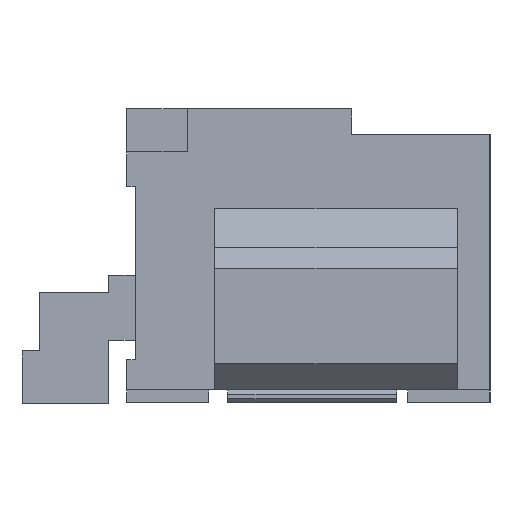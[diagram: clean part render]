
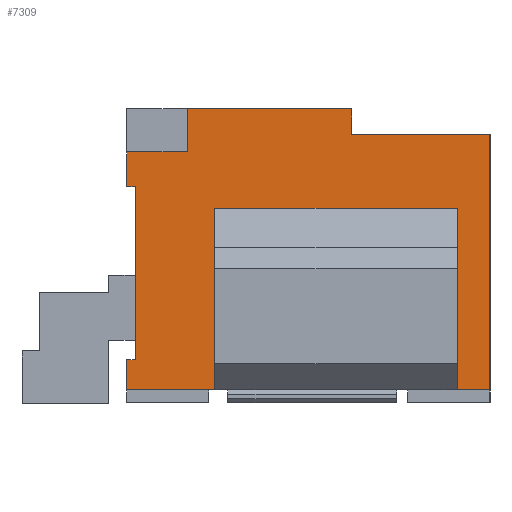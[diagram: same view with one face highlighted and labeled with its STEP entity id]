
A CAD part, left-side view. The second image highlights one B-rep face of the part: STEP entity #7309.
In plain terms, the highlighted planar face has unit normal (-1, 0, 0).
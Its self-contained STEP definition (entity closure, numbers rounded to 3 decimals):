
#1130=ORIENTED_EDGE('',*,*,#1815,.F.);
#1131=ORIENTED_EDGE('',*,*,#2075,.T.);
#1132=ORIENTED_EDGE('',*,*,#2058,.F.);
#1133=ORIENTED_EDGE('',*,*,#2043,.F.);
#1134=ORIENTED_EDGE('',*,*,#2012,.T.);
#1135=ORIENTED_EDGE('',*,*,#1999,.F.);
#1136=ORIENTED_EDGE('',*,*,#1995,.T.);
#1137=ORIENTED_EDGE('',*,*,#2015,.T.);
#1138=ORIENTED_EDGE('',*,*,#1900,.F.);
#1139=ORIENTED_EDGE('',*,*,#2016,.F.);
#1140=ORIENTED_EDGE('',*,*,#1904,.F.);
#1141=ORIENTED_EDGE('',*,*,#2155,.T.);
#1142=ORIENTED_EDGE('',*,*,#1822,.F.);
#1143=ORIENTED_EDGE('',*,*,#2034,.T.);
#1144=ORIENTED_EDGE('',*,*,#2032,.T.);
#1145=ORIENTED_EDGE('',*,*,#1867,.T.);
#1815=EDGE_CURVE('',#2497,#2498,#3075,.T.);
#1822=EDGE_CURVE('',#2504,#2505,#3082,.T.);
#1867=EDGE_CURVE('',#2543,#2498,#3127,.T.);
#1900=EDGE_CURVE('',#2563,#2564,#3160,.T.);
#1904=EDGE_CURVE('',#2567,#2568,#3164,.T.);
#1995=EDGE_CURVE('',#2636,#2635,#3255,.T.);
#1999=EDGE_CURVE('',#2636,#2639,#3259,.T.);
#2012=EDGE_CURVE('',#2640,#2639,#3272,.T.);
#2015=EDGE_CURVE('',#2635,#2564,#3275,.T.);
#2016=EDGE_CURVE('',#2568,#2563,#3276,.T.);
#2032=EDGE_CURVE('',#2649,#2543,#3292,.T.);
#2034=EDGE_CURVE('',#2504,#2649,#3294,.T.);
#2043=EDGE_CURVE('',#2640,#2655,#3303,.T.);
#2058=EDGE_CURVE('',#2655,#2665,#3318,.T.);
#2075=EDGE_CURVE('',#2497,#2665,#3335,.T.);
#2155=EDGE_CURVE('',#2567,#2505,#3415,.T.);
#2497=VERTEX_POINT('',#9545);
#2498=VERTEX_POINT('',#9547);
#2504=VERTEX_POINT('',#9559);
#2505=VERTEX_POINT('',#9561);
#2543=VERTEX_POINT('',#9654);
#2563=VERTEX_POINT('',#9719);
#2564=VERTEX_POINT('',#9720);
#2567=VERTEX_POINT('',#9728);
#2568=VERTEX_POINT('',#9729);
#2635=VERTEX_POINT('',#9918);
#2636=VERTEX_POINT('',#9920);
#2639=VERTEX_POINT('',#9928);
#2640=VERTEX_POINT('',#9932);
#2649=VERTEX_POINT('',#9978);
#2655=VERTEX_POINT('',#10002);
#2665=VERTEX_POINT('',#10032);
#3075=LINE('',#9546,#3835);
#3082=LINE('',#9560,#3842);
#3127=LINE('',#9653,#3887);
#3160=LINE('',#9718,#3920);
#3164=LINE('',#9727,#3924);
#3255=LINE('',#9919,#4015);
#3259=LINE('',#9927,#4019);
#3272=LINE('',#9945,#4032);
#3275=LINE('',#9950,#4035);
#3276=LINE('',#9952,#4036);
#3292=LINE('',#9981,#4052);
#3294=LINE('',#9985,#4054);
#3303=LINE('',#10001,#4063);
#3318=LINE('',#10031,#4078);
#3335=LINE('',#10064,#4095);
#3415=LINE('',#10219,#4175);
#3835=VECTOR('',#8127,1000.);
#3842=VECTOR('',#8134,1000.);
#3887=VECTOR('',#8199,1000.);
#3920=VECTOR('',#8256,1000.);
#3924=VECTOR('',#8262,1000.);
#4015=VECTOR('',#8417,1000.);
#4019=VECTOR('',#8423,1000.);
#4032=VECTOR('',#8438,1000.);
#4035=VECTOR('',#8445,1000.);
#4036=VECTOR('',#8448,1000.);
#4052=VECTOR('',#8474,1000.);
#4054=VECTOR('',#8480,1000.);
#4063=VECTOR('',#8495,1000.);
#4078=VECTOR('',#8520,1000.);
#4095=VECTOR('',#8551,1000.);
#4175=VECTOR('',#8679,1000.);
#4533=EDGE_LOOP('',(#1130,#1131,#1132,#1133,#1134,#1135,#1136,#1137,#1138,
#1139,#1140,#1141,#1142,#1143,#1144,#1145));
#4823=FACE_BOUND('',#4533,.T.);
#5099=PLANE('',#7592);
#7309=ADVANCED_FACE('',(#4823),#5099,.T.);
#7592=AXIS2_PLACEMENT_3D('',#10218,#8677,#8678);
#8127=DIRECTION('',(0.,1.,0.));
#8134=DIRECTION('',(0.,1.,0.));
#8199=DIRECTION('',(0.,0.,-1.));
#8256=DIRECTION('',(0.,1.,0.));
#8262=DIRECTION('',(0.,-1.,0.));
#8417=DIRECTION('',(0.,1.,0.));
#8423=DIRECTION('',(0.,0.,1.));
#8438=DIRECTION('',(0.,1.,0.));
#8445=DIRECTION('',(0.,0.,-1.));
#8448=DIRECTION('',(0.,0.,1.));
#8474=DIRECTION('',(0.,-1.,0.));
#8480=DIRECTION('',(0.,0.,1.));
#8495=DIRECTION('',(0.,0.,-1.));
#8520=DIRECTION('',(0.,-1.,0.));
#8551=DIRECTION('',(0.,0.,1.));
#8677=DIRECTION('',(-1.,0.,0.));
#8678=DIRECTION('',(0.,0.,1.));
#8679=DIRECTION('',(0.,0.,-1.));
#9545=CARTESIAN_POINT('',(-5.25,-2.1,-1.55));
#9546=CARTESIAN_POINT('',(-5.25,0.,-1.55));
#9547=CARTESIAN_POINT('',(-5.25,-1.72,-1.55));
#9559=CARTESIAN_POINT('',(-5.25,1.08,-1.55));
#9560=CARTESIAN_POINT('',(-5.25,0.,-1.55));
#9561=CARTESIAN_POINT('',(-5.25,2.1,-1.55));
#9653=CARTESIAN_POINT('',(-5.25,-1.72,0.1));
#9654=CARTESIAN_POINT('',(-5.25,-1.72,0.55));
#9718=CARTESIAN_POINT('',(-5.25,0.,0.8));
#9719=CARTESIAN_POINT('',(-5.25,2.,0.8));
#9720=CARTESIAN_POINT('',(-5.25,2.1,0.8));
#9727=CARTESIAN_POINT('',(-5.25,0.,-1.2));
#9728=CARTESIAN_POINT('',(-5.25,2.1,-1.2));
#9729=CARTESIAN_POINT('',(-5.25,2.,-1.2));
#9918=CARTESIAN_POINT('',(-5.25,2.1,1.2));
#9919=CARTESIAN_POINT('',(-5.25,1.4,1.2));
#9920=CARTESIAN_POINT('',(-5.25,1.4,1.2));
#9927=CARTESIAN_POINT('',(-5.25,1.4,1.2));
#9928=CARTESIAN_POINT('',(-5.25,1.4,1.7));
#9932=CARTESIAN_POINT('',(-5.25,-0.5,1.7));
#9945=CARTESIAN_POINT('',(-5.25,-2.1,1.7));
#9950=CARTESIAN_POINT('',(-5.25,2.1,1.7));
#9952=CARTESIAN_POINT('',(-5.25,2.,0.));
#9978=CARTESIAN_POINT('',(-5.25,1.08,0.55));
#9981=CARTESIAN_POINT('',(-5.25,-1.72,0.55));
#9985=CARTESIAN_POINT('',(-5.25,1.08,-1.7));
#10001=CARTESIAN_POINT('',(-5.25,-0.5,0.));
#10002=CARTESIAN_POINT('',(-5.25,-0.5,1.4));
#10031=CARTESIAN_POINT('',(-5.25,0.,1.4));
#10032=CARTESIAN_POINT('',(-5.25,-2.1,1.4));
#10064=CARTESIAN_POINT('',(-5.25,-2.1,-1.7));
#10218=CARTESIAN_POINT('',(-5.25,0.,0.));
#10219=CARTESIAN_POINT('',(-5.25,2.1,1.7));
